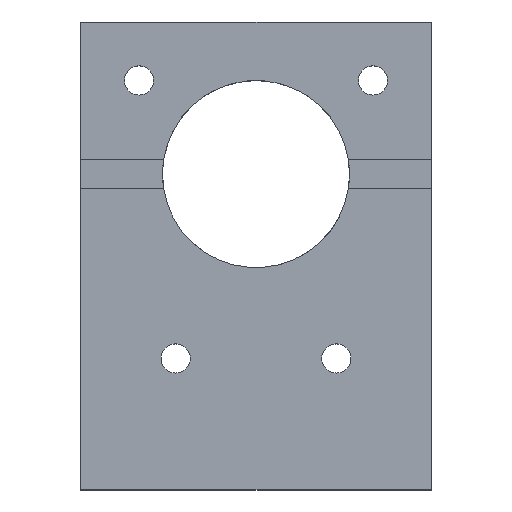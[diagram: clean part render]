
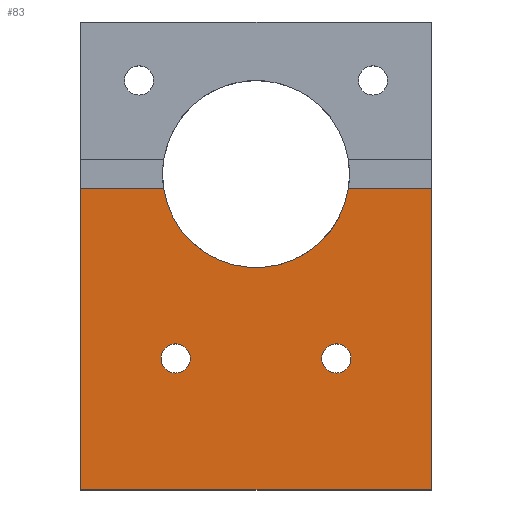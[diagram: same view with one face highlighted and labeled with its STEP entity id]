
A CAD part, top view. The second image highlights one B-rep face of the part: STEP entity #83.
In plain terms, the highlighted planar face has unit normal (0, 0, 1).
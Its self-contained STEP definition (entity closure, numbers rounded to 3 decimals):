
#83 = ADVANCED_FACE( '', ( #117, #118, #119 ), #120, .F. );
#117 = FACE_BOUND( '', #167, .T. );
#118 = FACE_BOUND( '', #168, .T. );
#119 = FACE_OUTER_BOUND( '', #169, .T. );
#120 = PLANE( '', #170 );
#167 = EDGE_LOOP( '', ( #267 ) );
#168 = EDGE_LOOP( '', ( #268 ) );
#169 = EDGE_LOOP( '', ( #269, #270, #271, #272, #273, #274 ) );
#170 = AXIS2_PLACEMENT_3D( '', #275, #276, #277 );
#267 = ORIENTED_EDGE( '', *, *, #373, .T. );
#268 = ORIENTED_EDGE( '', *, *, #374, .T. );
#269 = ORIENTED_EDGE( '', *, *, #349, .F. );
#270 = ORIENTED_EDGE( '', *, *, #370, .F. );
#271 = ORIENTED_EDGE( '', *, *, #375, .T. );
#272 = ORIENTED_EDGE( '', *, *, #376, .T. );
#273 = ORIENTED_EDGE( '', *, *, #368, .F. );
#274 = ORIENTED_EDGE( '', *, *, #356, .F. );
#275 = CARTESIAN_POINT( '', ( 0., 0., 6.35 ) );
#276 = DIRECTION( '', ( 0., 0., -1. ) );
#277 = DIRECTION( '', ( -1., 0., 0. ) );
#349 = EDGE_CURVE( '', #403, #405, #406, .T. );
#356 = EDGE_CURVE( '', #405, #417, #418, .T. );
#368 = EDGE_CURVE( '', #417, #438, #439, .T. );
#370 = EDGE_CURVE( '', #441, #403, #442, .T. );
#373 = EDGE_CURVE( '', #446, #446, #447, .T. );
#374 = EDGE_CURVE( '', #448, #448, #449, .T. );
#375 = EDGE_CURVE( '', #441, #450, #451, .T. );
#376 = EDGE_CURVE( '', #450, #438, #452, .T. );
#403 = VERTEX_POINT( '', #488 );
#405 = VERTEX_POINT( '', #491 );
#406 = LINE( '', #492, #493 );
#417 = VERTEX_POINT( '', #510 );
#418 = LINE( '', #511, #512 );
#438 = VERTEX_POINT( '', #538 );
#439 = LINE( '', #539, #540 );
#441 = VERTEX_POINT( '', #543 );
#442 = LINE( '', #544, #545 );
#446 = VERTEX_POINT( '', #551 );
#447 = CIRCLE( '', #552, 1.588 );
#448 = VERTEX_POINT( '', #553 );
#449 = CIRCLE( '', #554, 1.588 );
#450 = VERTEX_POINT( '', #555 );
#451 = CIRCLE( '', #556, 10.16 );
#452 = LINE( '', #557, #558 );
#488 = CARTESIAN_POINT( '', ( 0., 32.703, 6.35 ) );
#491 = CARTESIAN_POINT( '', ( 0., 0., 6.35 ) );
#492 = CARTESIAN_POINT( '', ( 0., 50.8, 6.35 ) );
#493 = VECTOR( '', #588, 1000. );
#510 = CARTESIAN_POINT( '', ( -38.1, 0., 6.35 ) );
#511 = CARTESIAN_POINT( '', ( 0., 0., 6.35 ) );
#512 = VECTOR( '', #595, 1000. );
#538 = CARTESIAN_POINT( '', ( -38.1, 32.703, 6.35 ) );
#539 = CARTESIAN_POINT( '', ( -38.1, 0., 6.35 ) );
#540 = VECTOR( '', #617, 1000. );
#543 = CARTESIAN_POINT( '', ( -9.015, 32.703, 6.35 ) );
#544 = CARTESIAN_POINT( '', ( -9.015, 32.703, 6.35 ) );
#545 = VECTOR( '', #619, 1000. );
#551 = CARTESIAN_POINT( '', ( -26.187, 14.275, 6.35 ) );
#552 = AXIS2_PLACEMENT_3D( '', #622, #623, #624 );
#553 = CARTESIAN_POINT( '', ( -8.738, 14.275, 6.35 ) );
#554 = AXIS2_PLACEMENT_3D( '', #625, #626, #627 );
#555 = CARTESIAN_POINT( '', ( -29.085, 32.703, 6.35 ) );
#556 = AXIS2_PLACEMENT_3D( '', #628, #629, #630 );
#557 = CARTESIAN_POINT( '', ( -29.085, 32.703, 6.35 ) );
#558 = VECTOR( '', #631, 1000. );
#588 = DIRECTION( '', ( 0., -1., 0. ) );
#595 = DIRECTION( '', ( -1., 0., 0. ) );
#617 = DIRECTION( '', ( 0., 1., 0. ) );
#619 = DIRECTION( '', ( 1., 0., 0. ) );
#622 = CARTESIAN_POINT( '', ( -27.775, 14.275, 6.35 ) );
#623 = DIRECTION( '', ( 0., 0., -1. ) );
#624 = DIRECTION( '', ( 1., 0., 0. ) );
#625 = CARTESIAN_POINT( '', ( -10.325, 14.275, 6.35 ) );
#626 = DIRECTION( '', ( 0., 0., -1. ) );
#627 = DIRECTION( '', ( 1., 0., 0. ) );
#628 = CARTESIAN_POINT( '', ( -19.05, 34.29, 6.35 ) );
#629 = DIRECTION( '', ( 0., 0., -1. ) );
#630 = DIRECTION( '', ( 1., 0., 0. ) );
#631 = DIRECTION( '', ( -1., 0., 0. ) );
